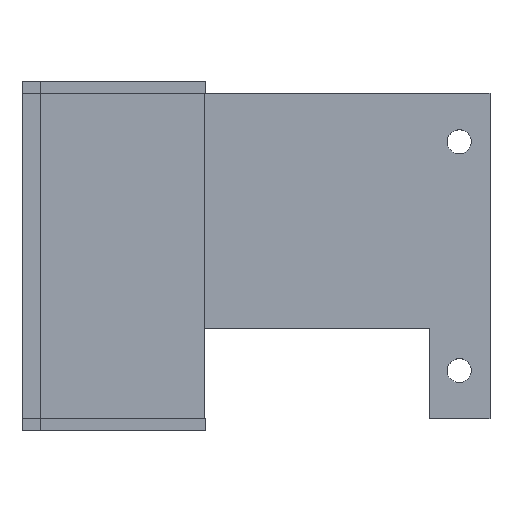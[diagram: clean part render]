
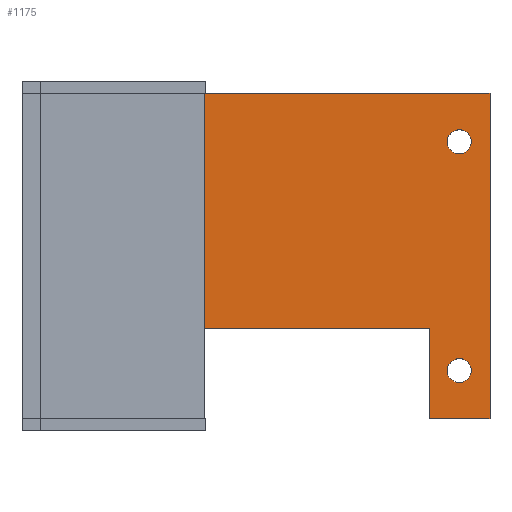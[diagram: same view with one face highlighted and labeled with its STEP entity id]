
A CAD part, top view. The second image highlights one B-rep face of the part: STEP entity #1175.
In plain terms, the highlighted planar face has unit normal (0, 0, 1).
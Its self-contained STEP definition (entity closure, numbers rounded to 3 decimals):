
#523 = VERTEX_POINT('',#524);
#524 = CARTESIAN_POINT('',(-60.9,-101.,58.));
#702 = VERTEX_POINT('',#703);
#703 = CARTESIAN_POINT('',(-71.6,-101.,58.));
#709 = EDGE_CURVE('',#702,#710,#712,.T.);
#710 = VERTEX_POINT('',#711);
#711 = CARTESIAN_POINT('',(-71.6,-61.,58.));
#712 = LINE('',#713,#714);
#713 = CARTESIAN_POINT('',(-71.6,-108.,58.));
#714 = VECTOR('',#715,1.);
#715 = DIRECTION('',(0.,1.,0.));
#913 = VERTEX_POINT('',#914);
#914 = CARTESIAN_POINT('',(-44.3,-61.,58.));
#922 = EDGE_CURVE('',#913,#923,#925,.T.);
#923 = VERTEX_POINT('',#924);
#924 = CARTESIAN_POINT('',(-44.3,-54.,58.));
#925 = LINE('',#926,#927);
#926 = CARTESIAN_POINT('',(-44.3,-61.,58.));
#927 = VECTOR('',#928,1.);
#928 = DIRECTION('',(0.,1.,0.));
#1014 = VERTEX_POINT('',#1015);
#1015 = CARTESIAN_POINT('',(-60.9,-93.,58.));
#1021 = EDGE_CURVE('',#523,#1014,#1022,.T.);
#1022 = LINE('',#1023,#1024);
#1023 = CARTESIAN_POINT('',(-60.9,-108.,58.));
#1024 = VECTOR('',#1025,1.);
#1025 = DIRECTION('',(0.,1.,0.));
#1036 = EDGE_CURVE('',#702,#523,#1037,.T.);
#1037 = LINE('',#1038,#1039);
#1038 = CARTESIAN_POINT('',(-71.6,-101.,58.));
#1039 = VECTOR('',#1040,1.);
#1040 = DIRECTION('',(1.,0.,0.));
#1161 = EDGE_CURVE('',#710,#913,#1162,.T.);
#1162 = LINE('',#1163,#1164);
#1163 = CARTESIAN_POINT('',(-71.6,-61.,58.));
#1164 = VECTOR('',#1165,1.);
#1165 = DIRECTION('',(1.,0.,0.));
#1175 = ADVANCED_FACE('',(#1176,#1229,#1240),#1251,.T.);
#1176 = FACE_BOUND('',#1177,.T.);
#1177 = EDGE_LOOP('',(#1178,#1186,#1187,#1188,#1189,#1190,#1191,#1199,
    #1207,#1215,#1223));
#1178 = ORIENTED_EDGE('',*,*,#1179,.F.);
#1179 = EDGE_CURVE('',#923,#1180,#1182,.T.);
#1180 = VERTEX_POINT('',#1181);
#1181 = CARTESIAN_POINT('',(-44.2,-54.,58.));
#1182 = LINE('',#1183,#1184);
#1183 = CARTESIAN_POINT('',(-71.6,-54.,58.));
#1184 = VECTOR('',#1185,1.);
#1185 = DIRECTION('',(1.,0.,0.));
#1186 = ORIENTED_EDGE('',*,*,#922,.F.);
#1187 = ORIENTED_EDGE('',*,*,#1161,.F.);
#1188 = ORIENTED_EDGE('',*,*,#709,.F.);
#1189 = ORIENTED_EDGE('',*,*,#1036,.T.);
#1190 = ORIENTED_EDGE('',*,*,#1021,.T.);
#1191 = ORIENTED_EDGE('',*,*,#1192,.T.);
#1192 = EDGE_CURVE('',#1014,#1193,#1195,.T.);
#1193 = VERTEX_POINT('',#1194);
#1194 = CARTESIAN_POINT('',(-6.9,-93.,58.));
#1195 = LINE('',#1196,#1197);
#1196 = CARTESIAN_POINT('',(-60.9,-93.,58.));
#1197 = VECTOR('',#1198,1.);
#1198 = DIRECTION('',(1.,0.,0.));
#1199 = ORIENTED_EDGE('',*,*,#1200,.F.);
#1200 = EDGE_CURVE('',#1201,#1193,#1203,.T.);
#1201 = VERTEX_POINT('',#1202);
#1202 = CARTESIAN_POINT('',(-6.9,-108.,58.));
#1203 = LINE('',#1204,#1205);
#1204 = CARTESIAN_POINT('',(-6.9,-108.,58.));
#1205 = VECTOR('',#1206,1.);
#1206 = DIRECTION('',(0.,1.,0.));
#1207 = ORIENTED_EDGE('',*,*,#1208,.T.);
#1208 = EDGE_CURVE('',#1201,#1209,#1211,.T.);
#1209 = VERTEX_POINT('',#1210);
#1210 = CARTESIAN_POINT('',(3.1,-108.,58.));
#1211 = LINE('',#1212,#1213);
#1212 = CARTESIAN_POINT('',(-71.6,-108.,58.));
#1213 = VECTOR('',#1214,1.);
#1214 = DIRECTION('',(1.,0.,0.));
#1215 = ORIENTED_EDGE('',*,*,#1216,.T.);
#1216 = EDGE_CURVE('',#1209,#1217,#1219,.T.);
#1217 = VERTEX_POINT('',#1218);
#1218 = CARTESIAN_POINT('',(3.1,-54.,58.));
#1219 = LINE('',#1220,#1221);
#1220 = CARTESIAN_POINT('',(3.1,-108.,58.));
#1221 = VECTOR('',#1222,1.);
#1222 = DIRECTION('',(0.,1.,0.));
#1223 = ORIENTED_EDGE('',*,*,#1224,.F.);
#1224 = EDGE_CURVE('',#1180,#1217,#1225,.T.);
#1225 = LINE('',#1226,#1227);
#1226 = CARTESIAN_POINT('',(-71.6,-54.,58.));
#1227 = VECTOR('',#1228,1.);
#1228 = DIRECTION('',(1.,0.,0.));
#1229 = FACE_BOUND('',#1230,.T.);
#1230 = EDGE_LOOP('',(#1231));
#1231 = ORIENTED_EDGE('',*,*,#1232,.T.);
#1232 = EDGE_CURVE('',#1233,#1233,#1235,.T.);
#1233 = VERTEX_POINT('',#1234);
#1234 = CARTESIAN_POINT('',(0.,-100.,58.));
#1235 = CIRCLE('',#1236,2.);
#1236 = AXIS2_PLACEMENT_3D('',#1237,#1238,#1239);
#1237 = CARTESIAN_POINT('',(-2.,-100.,58.));
#1238 = DIRECTION('',(0.,0.,-1.));
#1239 = DIRECTION('',(1.,0.,0.));
#1240 = FACE_BOUND('',#1241,.T.);
#1241 = EDGE_LOOP('',(#1242));
#1242 = ORIENTED_EDGE('',*,*,#1243,.T.);
#1243 = EDGE_CURVE('',#1244,#1244,#1246,.T.);
#1244 = VERTEX_POINT('',#1245);
#1245 = CARTESIAN_POINT('',(0.,-62.,58.));
#1246 = CIRCLE('',#1247,2.);
#1247 = AXIS2_PLACEMENT_3D('',#1248,#1249,#1250);
#1248 = CARTESIAN_POINT('',(-2.,-62.,58.));
#1249 = DIRECTION('',(0.,0.,-1.));
#1250 = DIRECTION('',(1.,0.,0.));
#1251 = PLANE('',#1252);
#1252 = AXIS2_PLACEMENT_3D('',#1253,#1254,#1255);
#1253 = CARTESIAN_POINT('',(-71.6,-108.,58.));
#1254 = DIRECTION('',(0.,0.,1.));
#1255 = DIRECTION('',(1.,0.,0.));
